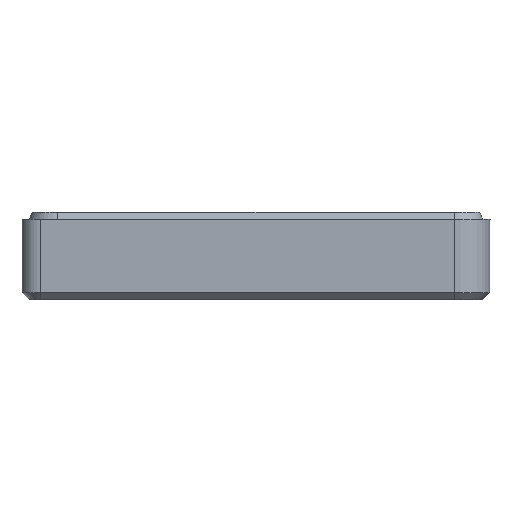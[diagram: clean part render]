
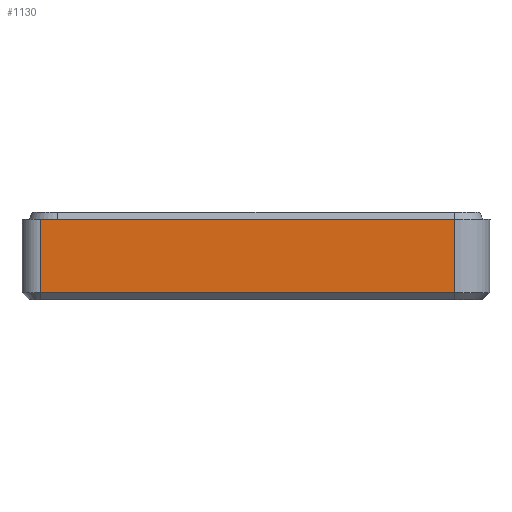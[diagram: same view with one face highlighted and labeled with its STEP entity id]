
A CAD part, front view. The second image highlights one B-rep face of the part: STEP entity #1130.
In plain terms, the highlighted planar face has unit normal (0, -1, 0).
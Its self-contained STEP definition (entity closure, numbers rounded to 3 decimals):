
#185=PLANE('',#5411);
#466=LINE('',#9775,#814);
#480=LINE('',#9813,#828);
#517=LINE('',#9939,#865);
#518=LINE('',#9941,#866);
#814=VECTOR('',#5648,1.);
#828=VECTOR('',#5690,1.);
#865=VECTOR('',#5835,1.);
#866=VECTOR('',#5838,1.);
#1130=ADVANCED_FACE('',(#1511),#185,.T.);
#1511=FACE_OUTER_BOUND('',#1809,.T.);
#1809=EDGE_LOOP('',(#2534,#2535,#2536,#2537));
#2534=ORIENTED_EDGE('',*,*,#4460,.F.);
#2535=ORIENTED_EDGE('',*,*,#4441,.F.);
#2536=ORIENTED_EDGE('',*,*,#4521,.F.);
#2537=ORIENTED_EDGE('',*,*,#4522,.F.);
#3892=VERTEX_POINT('',#9774);
#3893=VERTEX_POINT('',#9776);
#3903=VERTEX_POINT('',#9814);
#3937=VERTEX_POINT('',#9936);
#4441=EDGE_CURVE('',#3892,#3893,#466,.T.);
#4460=EDGE_CURVE('',#3893,#3903,#480,.T.);
#4521=EDGE_CURVE('',#3937,#3892,#517,.T.);
#4522=EDGE_CURVE('',#3903,#3937,#518,.T.);
#5411=AXIS2_PLACEMENT_3D('',#9942,#5839,#5840);
#5648=DIRECTION('',(1.,0.,0.));
#5690=DIRECTION('',(0.,0.,-1.));
#5835=DIRECTION('',(0.,0.,1.));
#5838=DIRECTION('',(-1.,0.,0.));
#5839=DIRECTION('',(0.,-1.,0.));
#5840=DIRECTION('',(-1.,0.,0.));
#9774=CARTESIAN_POINT('',(-57.916,-64.022,-1.407));
#9775=CARTESIAN_POINT('',(-53.265,-64.022,-1.407));
#9776=CARTESIAN_POINT('',(53.265,-64.022,-1.407));
#9813=CARTESIAN_POINT('',(53.265,-64.022,0.));
#9814=CARTESIAN_POINT('',(53.265,-64.022,-21.1));
#9936=CARTESIAN_POINT('',(-57.916,-64.022,-21.1));
#9939=CARTESIAN_POINT('',(-57.916,-64.022,-11.204));
#9941=CARTESIAN_POINT('',(-2.326,-64.022,-21.1));
#9942=CARTESIAN_POINT('',(-53.265,-64.022,0.));
